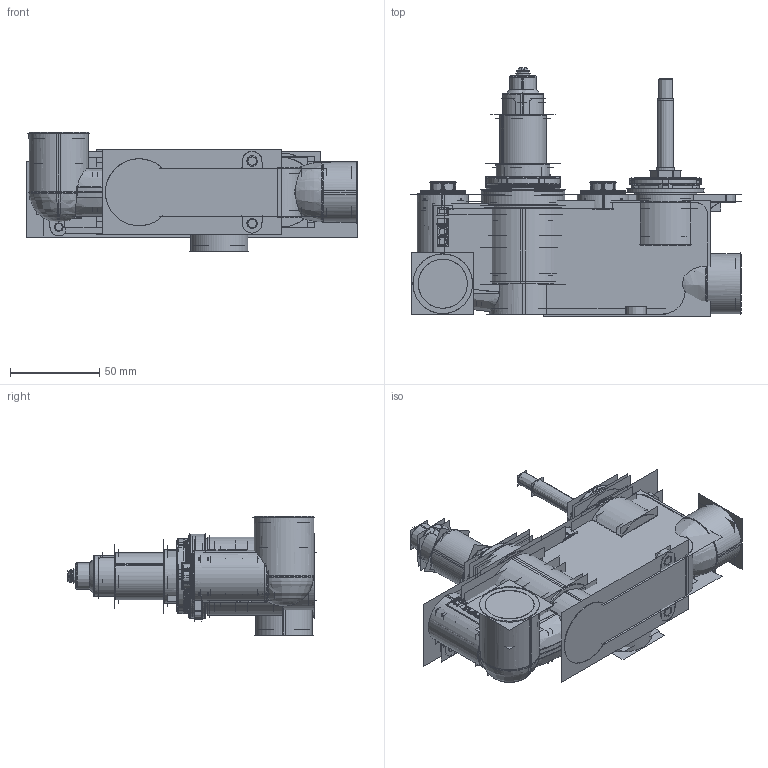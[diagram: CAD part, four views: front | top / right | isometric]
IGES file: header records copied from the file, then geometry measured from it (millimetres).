
Start section:  PTC IGES file: WLBP1000R+.igs
Global section: file name: WLBP1000R+.igs; native system: Pro/ENGINEER by Parametric Technology Corporation; preprocessor: 2009360; author: user152; organization: Unknown; date: 20200321.090505; units: millimetre
Bounding box: 185.64 x 139.59 x 67.05 mm (x, y, z)
Volume: 257634.5 mm3; surface area: 944603.5 mm2
Topology: 30 solids, 47 shells, 3708 faces, 19480 edges, 24968 vertices
Faces by surface type: bspline 1944, revolution 1764
